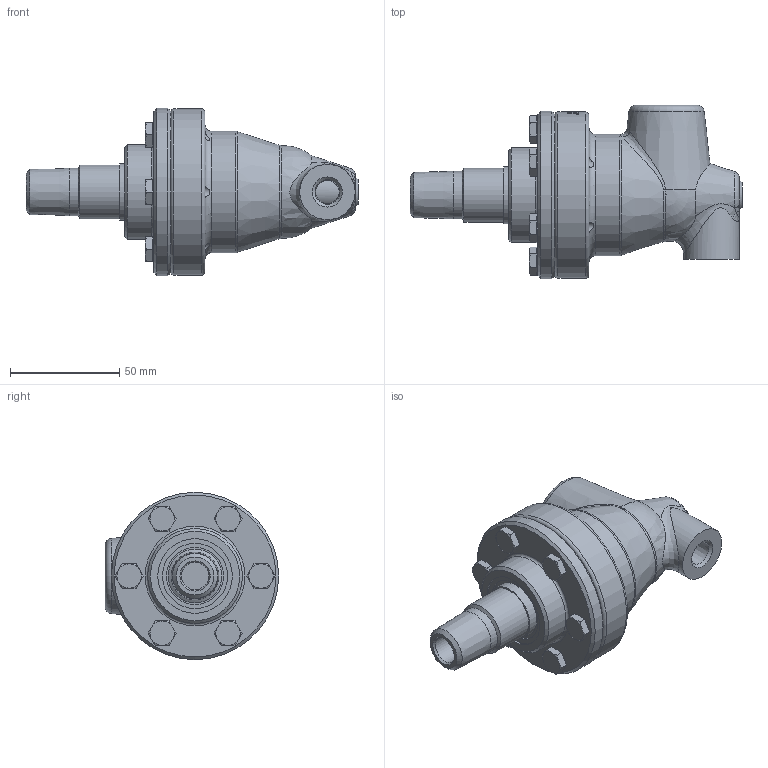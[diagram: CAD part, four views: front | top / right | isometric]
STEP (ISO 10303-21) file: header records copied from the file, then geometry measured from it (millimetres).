
FILE_DESCRIPTION(/* description */ (''),/* implementation_level */ '2;1');
FILE_NAME(/* name */ 'BC-54000-08-20-IC.stp',/* time_stamp */ '2020-05-22T09:35:43-05:00',/* author */ ('GALINDOLM'),/* organization */ (''),/* preprocessor_version */ 'ST-DEVELOPER v18',/* originating_system */ 'Autodesk Inventor 2020',/* authorisation */ '');
FILE_SCHEMA (('AUTOMOTIVE_DESIGN { 1 0 10303 214 3 1 1 }'));
Products named in the file (1): bc-54000-08-20-ic_Shrinkwrap_1
Bounding box: 152.19 x 79.5 x 76.71 mm (x, y, z)
Volume: 265923.4 mm3; surface area: 37165.4 mm2
Topology: 1 solids, 1 shells, 519 faces, 1356 edges, 897 vertices
Faces by surface type: bspline 213, plane 163, cylinder 69, cone 63, torus 10, sphere 1
Full cylindrical faces by diameter (mm): 4.978 x6, 10.001 x6, 10.719 x1, 12.7 x1, 17.475 x1, 21.849 x1, 24.7 x1, 25.4 x1, 26.162 x1, 29.798 x1, 34.188 x1, 34.798 x1, 35.306 x1, 43.434 x1, 55.626 x1, 76.2 x1, 76.708 x1
Entity records: 64419 total; most frequent: CARTESIAN_POINT 52246, ORIENTED_EDGE 2700, DIRECTION 1929, EDGE_CURVE 1350, VERTEX_POINT 897, AXIS2_PLACEMENT_3D 729, EDGE_LOOP 583, FACE_OUTER_BOUND 519
